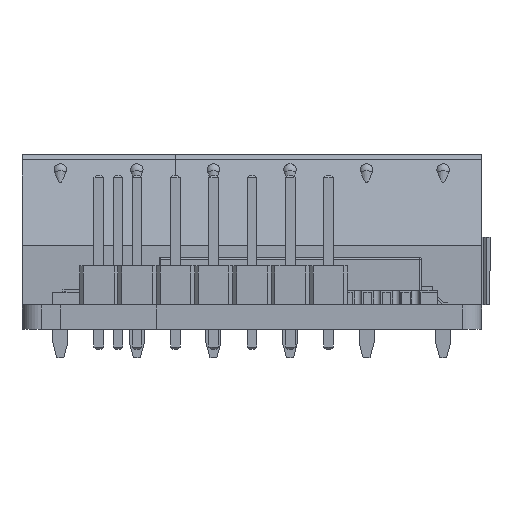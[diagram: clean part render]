
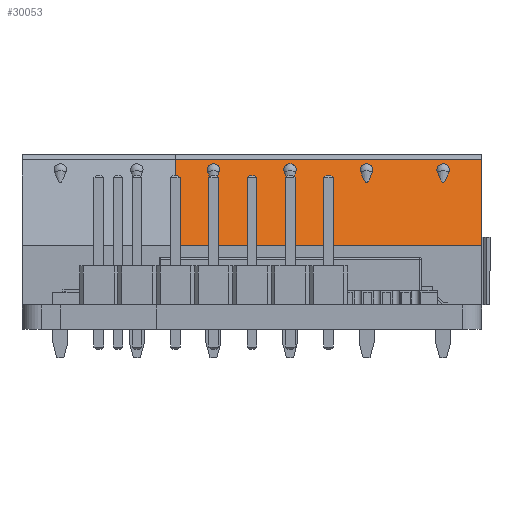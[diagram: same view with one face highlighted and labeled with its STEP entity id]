
A CAD part, left-side view. The second image highlights one B-rep face of the part: STEP entity #30053.
In plain terms, the highlighted face is planar.
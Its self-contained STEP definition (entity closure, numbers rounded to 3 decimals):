
#17=(
BOUNDED_CURVE()
B_SPLINE_CURVE(2,(#47041,#47042,#47043),.UNSPECIFIED.,.F.,.F.)
B_SPLINE_CURVE_WITH_KNOTS((3,3),(0.096,0.493),
 .UNSPECIFIED.)
CURVE()
GEOMETRIC_REPRESENTATION_ITEM()
RATIONAL_B_SPLINE_CURVE((1.71,2.9,1.71))
REPRESENTATION_ITEM('')
);
#18=(
BOUNDED_CURVE()
B_SPLINE_CURVE(2,(#47048,#47049,#47050),.UNSPECIFIED.,.F.,.F.)
B_SPLINE_CURVE_WITH_KNOTS((3,3),(-0.493,-0.096),
 .UNSPECIFIED.)
CURVE()
GEOMETRIC_REPRESENTATION_ITEM()
RATIONAL_B_SPLINE_CURVE((1.71,2.9,1.71))
REPRESENTATION_ITEM('')
);
#19=(
BOUNDED_CURVE()
B_SPLINE_CURVE(2,(#47054,#47055,#47056),.UNSPECIFIED.,.F.,.F.)
B_SPLINE_CURVE_WITH_KNOTS((3,3),(-0.493,-0.096),
 .UNSPECIFIED.)
CURVE()
GEOMETRIC_REPRESENTATION_ITEM()
RATIONAL_B_SPLINE_CURVE((1.71,2.9,1.71))
REPRESENTATION_ITEM('')
);
#20=(
BOUNDED_CURVE()
B_SPLINE_CURVE(2,(#47059,#47060,#47061),.UNSPECIFIED.,.F.,.F.)
B_SPLINE_CURVE_WITH_KNOTS((3,3),(0.096,0.493),
 .UNSPECIFIED.)
CURVE()
GEOMETRIC_REPRESENTATION_ITEM()
RATIONAL_B_SPLINE_CURVE((1.71,2.9,1.71))
REPRESENTATION_ITEM('')
);
#264=FACE_BOUND('',#11952,.T.);
#265=FACE_BOUND('',#11953,.T.);
#266=FACE_BOUND('',#11954,.T.);
#267=FACE_BOUND('',#11955,.T.);
#4681=LINE('',#47031,#8115);
#4683=LINE('',#47035,#8117);
#4684=LINE('',#47037,#8118);
#4685=LINE('',#47038,#8119);
#8115=VECTOR('',#38858,1.);
#8117=VECTOR('',#38862,1.);
#8118=VECTOR('',#38863,1.);
#8119=VECTOR('',#38864,1.);
#10241=FACE_OUTER_BOUND('',#11951,.T.);
#11951=EDGE_LOOP('',(#25603,#25604,#25605,#25606));
#11952=EDGE_LOOP('',(#25607,#25608));
#11953=EDGE_LOOP('',(#25609,#25610));
#11954=EDGE_LOOP('',(#25611,#25612));
#11955=EDGE_LOOP('',(#25613,#25614));
#12707=CIRCLE('',#32198,0.411);
#12708=CIRCLE('',#32199,0.411);
#12709=CIRCLE('',#32200,0.411);
#12710=CIRCLE('',#32201,0.411);
#14805=VERTEX_POINT('',#47028);
#14806=VERTEX_POINT('',#47030);
#14807=VERTEX_POINT('',#47034);
#14808=VERTEX_POINT('',#47036);
#14809=VERTEX_POINT('',#47039);
#14810=VERTEX_POINT('',#47040);
#14811=VERTEX_POINT('',#47045);
#14812=VERTEX_POINT('',#47046);
#14813=VERTEX_POINT('',#47051);
#14814=VERTEX_POINT('',#47052);
#14815=VERTEX_POINT('',#47057);
#14816=VERTEX_POINT('',#47058);
#18483=EDGE_CURVE('',#14806,#14805,#4681,.T.);
#18485=EDGE_CURVE('',#14807,#14805,#4683,.T.);
#18486=EDGE_CURVE('',#14807,#14808,#4684,.T.);
#18487=EDGE_CURVE('',#14808,#14806,#4685,.T.);
#18488=EDGE_CURVE('',#14809,#14810,#17,.F.);
#18489=EDGE_CURVE('',#14809,#14810,#12707,.T.);
#18490=EDGE_CURVE('',#14811,#14812,#12708,.T.);
#18491=EDGE_CURVE('',#14812,#14811,#18,.F.);
#18492=EDGE_CURVE('',#14813,#14814,#12709,.T.);
#18493=EDGE_CURVE('',#14813,#14814,#19,.T.);
#18494=EDGE_CURVE('',#14815,#14816,#20,.F.);
#18495=EDGE_CURVE('',#14815,#14816,#12710,.T.);
#25603=ORIENTED_EDGE('',*,*,#18483,.T.);
#25604=ORIENTED_EDGE('',*,*,#18485,.F.);
#25605=ORIENTED_EDGE('',*,*,#18486,.T.);
#25606=ORIENTED_EDGE('',*,*,#18487,.T.);
#25607=ORIENTED_EDGE('',*,*,#18488,.T.);
#25608=ORIENTED_EDGE('',*,*,#18489,.F.);
#25609=ORIENTED_EDGE('',*,*,#18490,.F.);
#25610=ORIENTED_EDGE('',*,*,#18491,.F.);
#25611=ORIENTED_EDGE('',*,*,#18492,.F.);
#25612=ORIENTED_EDGE('',*,*,#18493,.T.);
#25613=ORIENTED_EDGE('',*,*,#18494,.T.);
#25614=ORIENTED_EDGE('',*,*,#18495,.F.);
#28496=PLANE('',#32197);
#30053=ADVANCED_FACE('',(#10241,#264,#265,#266,#267),#28496,.T.);
#32197=AXIS2_PLACEMENT_3D('',#47033,#38860,#38861);
#32198=AXIS2_PLACEMENT_3D('',#47044,#38865,#38866);
#32199=AXIS2_PLACEMENT_3D('',#47047,#38867,#38868);
#32200=AXIS2_PLACEMENT_3D('',#47053,#38869,#38870);
#32201=AXIS2_PLACEMENT_3D('',#47062,#38871,#38872);
#38858=DIRECTION('',(0.,0.,-1.));
#38860=DIRECTION('center_axis',(0.966,0.259,0.));
#38861=DIRECTION('ref_axis',(0.259,-0.966,0.));
#38862=DIRECTION('',(0.259,-0.966,0.));
#38863=DIRECTION('',(0.,0.,1.));
#38864=DIRECTION('',(0.259,-0.966,0.));
#38865=DIRECTION('center_axis',(0.966,0.259,0.));
#38866=DIRECTION('ref_axis',(0.259,-0.966,0.));
#38867=DIRECTION('center_axis',(0.966,0.259,0.));
#38868=DIRECTION('ref_axis',(0.259,-0.966,0.));
#38869=DIRECTION('center_axis',(0.966,0.259,0.));
#38870=DIRECTION('ref_axis',(0.259,-0.966,0.));
#38871=DIRECTION('center_axis',(0.966,0.259,0.));
#38872=DIRECTION('ref_axis',(0.259,-0.966,0.));
#47028=CARTESIAN_POINT('',(-31.804,19.444,-7.62));
#47030=CARTESIAN_POINT('',(-31.804,19.444,12.7));
#47031=CARTESIAN_POINT('',(-31.804,19.444,0.));
#47033=CARTESIAN_POINT('Origin',(-33.33,25.138,0.));
#47034=CARTESIAN_POINT('',(-33.33,25.138,-7.62));
#47035=CARTESIAN_POINT('',(-19.435,-26.716,-7.62));
#47036=CARTESIAN_POINT('',(-33.33,25.138,12.7));
#47037=CARTESIAN_POINT('',(-33.33,25.138,-0.08));
#47038=CARTESIAN_POINT('',(-19.435,-26.716,12.7));
#47039=CARTESIAN_POINT('',(-33.121,24.358,-5.47));
#47040=CARTESIAN_POINT('',(-33.121,24.358,-4.69));
#47041=CARTESIAN_POINT('Ctrl Pts',(-33.121,24.358,-4.69));
#47042=CARTESIAN_POINT('Ctrl Pts',(-32.816,23.222,-5.08));
#47043=CARTESIAN_POINT('Ctrl Pts',(-33.121,24.358,-5.47));
#47044=CARTESIAN_POINT('Origin',(-33.154,24.483,-5.08));
#47045=CARTESIAN_POINT('',(-33.121,24.358,-0.39));
#47046=CARTESIAN_POINT('',(-33.121,24.358,0.39));
#47047=CARTESIAN_POINT('Origin',(-33.154,24.483,0.));
#47048=CARTESIAN_POINT('Ctrl Pts',(-33.121,24.358,-0.39));
#47049=CARTESIAN_POINT('Ctrl Pts',(-32.816,23.222,0.));
#47050=CARTESIAN_POINT('Ctrl Pts',(-33.121,24.358,0.39));
#47051=CARTESIAN_POINT('',(-33.121,24.358,9.77));
#47052=CARTESIAN_POINT('',(-33.121,24.358,10.55));
#47053=CARTESIAN_POINT('Origin',(-33.154,24.483,10.16));
#47054=CARTESIAN_POINT('Ctrl Pts',(-33.121,24.358,9.77));
#47055=CARTESIAN_POINT('Ctrl Pts',(-32.816,23.222,10.16));
#47056=CARTESIAN_POINT('Ctrl Pts',(-33.121,24.358,10.55));
#47057=CARTESIAN_POINT('',(-33.121,24.358,4.69));
#47058=CARTESIAN_POINT('',(-33.121,24.358,5.47));
#47059=CARTESIAN_POINT('Ctrl Pts',(-33.121,24.358,5.47));
#47060=CARTESIAN_POINT('Ctrl Pts',(-32.816,23.222,5.08));
#47061=CARTESIAN_POINT('Ctrl Pts',(-33.121,24.358,4.69));
#47062=CARTESIAN_POINT('Origin',(-33.154,24.483,5.08));
